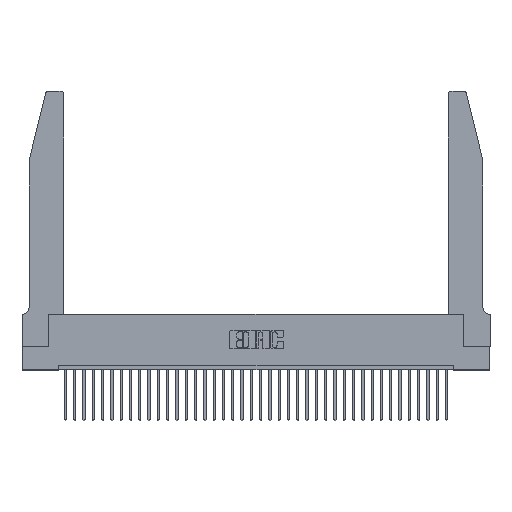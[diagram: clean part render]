
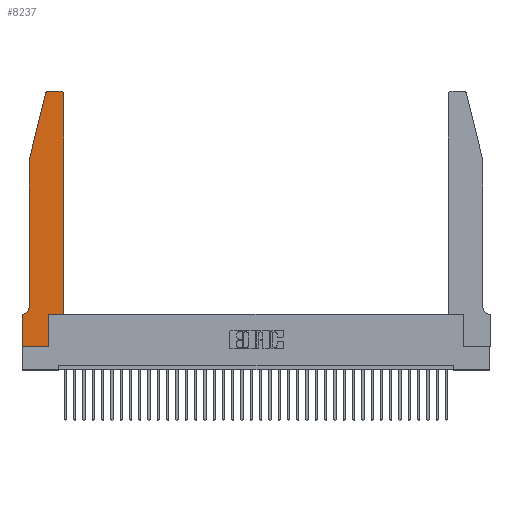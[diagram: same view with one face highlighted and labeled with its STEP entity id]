
A CAD part, top view. The second image highlights one B-rep face of the part: STEP entity #8237.
In plain terms, the highlighted planar face has unit normal (0, 0, 1).
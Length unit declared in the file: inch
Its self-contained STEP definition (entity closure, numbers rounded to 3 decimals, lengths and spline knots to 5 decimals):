
#10 = EDGE_CURVE ( 'NONE', #4055, #15527, #4424, .T. ) ;
#482 = VERTEX_POINT ( 'NONE', #19522 ) ;
#555 = CARTESIAN_POINT ( 'NONE',  ( 0.25487, 2.72718, 0.37 ) ) ;
#700 = DIRECTION ( 'NONE',  ( 0., 0., 1. ) ) ;
#710 = ORIENTED_EDGE ( 'NONE', *, *, #22112, .T. ) ;
#748 = AXIS2_PLACEMENT_3D ( 'NONE', #4498, #7562, #21471 ) ;
#1035 = ORIENTED_EDGE ( 'NONE', *, *, #14603, .T. ) ;
#1133 = ORIENTED_EDGE ( 'NONE', *, *, #10, .T. ) ;
#1303 = DIRECTION ( 'NONE',  ( -1., 0., 0. ) ) ;
#1742 = EDGE_CURVE ( 'NONE', #19791, #4055, #21881, .T. ) ;
#1904 = CARTESIAN_POINT ( 'NONE',  ( 0.0055, 0.35, 0.37 ) ) ;
#1973 = VERTEX_POINT ( 'NONE', #20939 ) ;
#2391 = DIRECTION ( 'NONE',  ( 1., 0., 0. ) ) ;
#2455 = LINE ( 'NONE', #30171, #14335 ) ;
#2764 = ORIENTED_EDGE ( 'NONE', *, *, #32167, .T. ) ;
#3664 = CARTESIAN_POINT ( 'NONE',  ( 0.0755, 0.35, 0.37 ) ) ;
#3840 = CIRCLE ( 'NONE', #23960, 0.03 ) ;
#3911 = CARTESIAN_POINT ( 'NONE',  ( 0.284, 2.72, 0.37 ) ) ;
#4018 = CARTESIAN_POINT ( 'NONE',  ( 0.0755, 0.42, 0.37 ) ) ;
#4055 = VERTEX_POINT ( 'NONE', #13470 ) ;
#4227 = VECTOR ( 'NONE', #14974, 39.37008 ) ;
#4424 = CIRCLE ( 'NONE', #28260, 0.03 ) ;
#4498 = CARTESIAN_POINT ( 'NONE',  ( 0., 0.35, 0.37 ) ) ;
#4523 = CARTESIAN_POINT ( 'NONE',  ( 0.0055, 0.42, 0.37 ) ) ;
#4524 = EDGE_CURVE ( 'NONE', #1973, #18618, #35001, .T. ) ;
#6381 = LINE ( 'NONE', #23417, #8154 ) ;
#7336 = DIRECTION ( 'NONE',  ( 0., 0., -1. ) ) ;
#7562 = DIRECTION ( 'NONE',  ( 0., 0., 1. ) ) ;
#7772 = LINE ( 'NONE', #34451, #19215 ) ;
#8065 = CARTESIAN_POINT ( 'NONE',  ( 0., 0., 0.37 ) ) ;
#8154 = VECTOR ( 'NONE', #9686, 39.37008 ) ;
#8237 = ADVANCED_FACE ( 'NONE', ( #34687 ), #29930, .T. ) ;
#8443 = CARTESIAN_POINT ( 'NONE',  ( 0., 0., 0.37 ) ) ;
#9577 = CARTESIAN_POINT ( 'NONE',  ( 0., 0., 0.37 ) ) ;
#9686 = DIRECTION ( 'NONE',  ( 1., 0., 0. ) ) ;
#10170 = VECTOR ( 'NONE', #2391, 39.37008 ) ;
#10257 = VERTEX_POINT ( 'NONE', #8443 ) ;
#10534 = LINE ( 'NONE', #24618, #19315 ) ;
#10698 = ORIENTED_EDGE ( 'NONE', *, *, #33421, .T. ) ;
#11191 = CARTESIAN_POINT ( 'NONE',  ( 0.0755, 2., 0.37 ) ) ;
#11709 = EDGE_CURVE ( 'NONE', #10257, #482, #32073, .T. ) ;
#11722 = DIRECTION ( 'NONE',  ( 0., 1., 0. ) ) ;
#12624 = DIRECTION ( 'NONE',  ( 0., 1., 0. ) ) ;
#13470 = CARTESIAN_POINT ( 'NONE',  ( 0.284, 2.75, 0.37 ) ) ;
#13507 = CARTESIAN_POINT ( 'NONE',  ( 0.2605, 2.75, 0.37 ) ) ;
#14335 = VECTOR ( 'NONE', #33075, 39.37008 ) ;
#14603 = EDGE_CURVE ( 'NONE', #20255, #10257, #31030, .T. ) ;
#14618 = EDGE_CURVE ( 'NONE', #22198, #20255, #25325, .T. ) ;
#14974 = DIRECTION ( 'NONE',  ( 0., -1., 0. ) ) ;
#15123 = DIRECTION ( 'NONE',  ( 1., 0., 0. ) ) ;
#15397 = EDGE_CURVE ( 'NONE', #19699, #22198, #22477, .T. ) ;
#15527 = VERTEX_POINT ( 'NONE', #555 ) ;
#16208 = ORIENTED_EDGE ( 'NONE', *, *, #14618, .T. ) ;
#16455 = DIRECTION ( 'NONE',  ( 0., 0., 1. ) ) ;
#16634 = VERTEX_POINT ( 'NONE', #11191 ) ;
#16689 = DIRECTION ( 'NONE',  ( -1., 0., 0. ) ) ;
#17156 = CARTESIAN_POINT ( 'NONE',  ( 0.4505, 2.72, 0.37 ) ) ;
#18618 = VERTEX_POINT ( 'NONE', #17156 ) ;
#19215 = VECTOR ( 'NONE', #12624, 39.37008 ) ;
#19234 = EDGE_LOOP ( 'NONE', ( #25380, #1133, #2764, #710, #19236, #16208, #1035, #24726, #20779, #10698, #28868, #23372 ) ) ;
#19236 = ORIENTED_EDGE ( 'NONE', *, *, #15397, .T. ) ;
#19315 = VECTOR ( 'NONE', #28046, 39.37008 ) ;
#19522 = CARTESIAN_POINT ( 'NONE',  ( 0.2865, 0., 0.37 ) ) ;
#19699 = VERTEX_POINT ( 'NONE', #4018 ) ;
#19791 = VERTEX_POINT ( 'NONE', #26380 ) ;
#20089 = VECTOR ( 'NONE', #11722, 39.37008 ) ;
#20255 = VERTEX_POINT ( 'NONE', #27887 ) ;
#20779 = ORIENTED_EDGE ( 'NONE', *, *, #23347, .T. ) ;
#20939 = CARTESIAN_POINT ( 'NONE',  ( 0.4505, 0.35, 0.37 ) ) ;
#20960 = VECTOR ( 'NONE', #23438, 39.37008 ) ;
#21471 = DIRECTION ( 'NONE',  ( 1., 0., 0. ) ) ;
#21881 = LINE ( 'NONE', #13507, #33690 ) ;
#22112 = EDGE_CURVE ( 'NONE', #16634, #19699, #10534, .T. ) ;
#22198 = VERTEX_POINT ( 'NONE', #1904 ) ;
#22477 = CIRCLE ( 'NONE', #29424, 0.07 ) ;
#22883 = CARTESIAN_POINT ( 'NONE',  ( 0.4505, 0.35, 0.37 ) ) ;
#23347 = EDGE_CURVE ( 'NONE', #482, #32830, #7772, .T. ) ;
#23372 = ORIENTED_EDGE ( 'NONE', *, *, #35831, .T. ) ;
#23417 = CARTESIAN_POINT ( 'NONE',  ( 0.4505, 0.35, 0.37 ) ) ;
#23438 = DIRECTION ( 'NONE',  ( -1., 0., 0. ) ) ;
#23960 = AXIS2_PLACEMENT_3D ( 'NONE', #24416, #16455, #24911 ) ;
#24416 = CARTESIAN_POINT ( 'NONE',  ( 0.4205, 2.72, 0.37 ) ) ;
#24618 = CARTESIAN_POINT ( 'NONE',  ( 0.0755, 2., 0.37 ) ) ;
#24726 = ORIENTED_EDGE ( 'NONE', *, *, #11709, .T. ) ;
#24911 = DIRECTION ( 'NONE',  ( 1., 0., 0. ) ) ;
#25325 = LINE ( 'NONE', #3664, #20960 ) ;
#25380 = ORIENTED_EDGE ( 'NONE', *, *, #1742, .T. ) ;
#26380 = CARTESIAN_POINT ( 'NONE',  ( 0.4205, 2.75, 0.37 ) ) ;
#27887 = CARTESIAN_POINT ( 'NONE',  ( 0., 0.35, 0.37 ) ) ;
#28046 = DIRECTION ( 'NONE',  ( 0., -1., 0. ) ) ;
#28260 = AXIS2_PLACEMENT_3D ( 'NONE', #3911, #700, #15123 ) ;
#28868 = ORIENTED_EDGE ( 'NONE', *, *, #4524, .T. ) ;
#29424 = AXIS2_PLACEMENT_3D ( 'NONE', #4523, #7336, #1303 ) ;
#29930 = PLANE ( 'NONE',  #748 ) ;
#30171 = CARTESIAN_POINT ( 'NONE',  ( 0.0755, 2., 0.37 ) ) ;
#30632 = CARTESIAN_POINT ( 'NONE',  ( 0.2865, 0.35, 0.37 ) ) ;
#31030 = LINE ( 'NONE', #9577, #4227 ) ;
#32073 = LINE ( 'NONE', #8065, #10170 ) ;
#32167 = EDGE_CURVE ( 'NONE', #15527, #16634, #2455, .T. ) ;
#32830 = VERTEX_POINT ( 'NONE', #30632 ) ;
#33075 = DIRECTION ( 'NONE',  ( -0.239, -0.971, 0. ) ) ;
#33421 = EDGE_CURVE ( 'NONE', #32830, #1973, #6381, .T. ) ;
#33690 = VECTOR ( 'NONE', #16689, 39.37008 ) ;
#34451 = CARTESIAN_POINT ( 'NONE',  ( 0.2865, 0.35, 0.37 ) ) ;
#34687 = FACE_OUTER_BOUND ( 'NONE', #19234, .T. ) ;
#35001 = LINE ( 'NONE', #22883, #20089 ) ;
#35831 = EDGE_CURVE ( 'NONE', #18618, #19791, #3840, .T. ) ;
